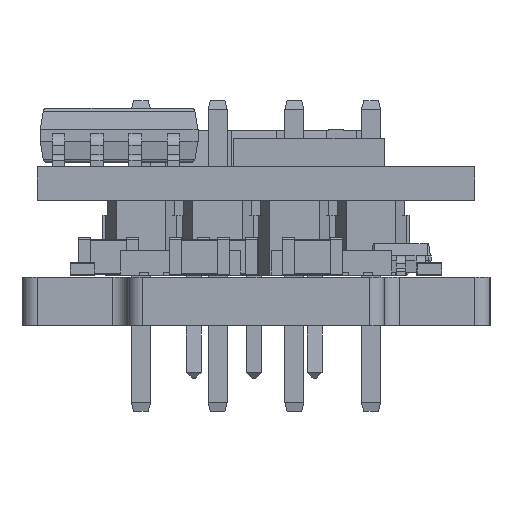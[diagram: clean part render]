
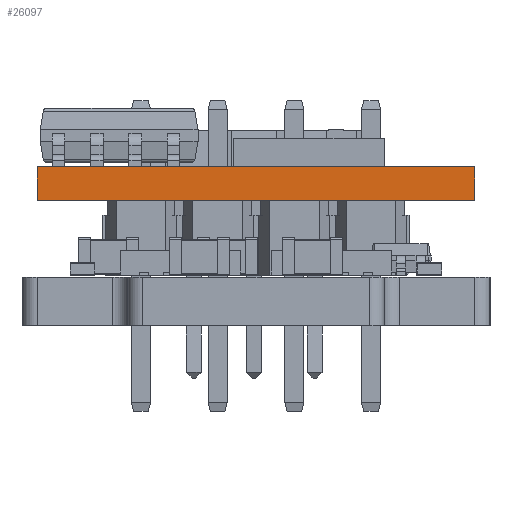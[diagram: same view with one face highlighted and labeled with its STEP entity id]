
A CAD part, left-side view. The second image highlights one B-rep face of the part: STEP entity #26097.
In plain terms, the highlighted face is planar.
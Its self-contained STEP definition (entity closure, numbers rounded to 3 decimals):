
#25849 = PLANE('',#25850);
#25850 = AXIS2_PLACEMENT_3D('',#25851,#25852,#25853);
#25851 = CARTESIAN_POINT('',(-1.9,-11.,2.5));
#25852 = DIRECTION('',(0.,0.,1.));
#25853 = DIRECTION('',(1.,0.,-0.));
#25906 = PLANE('',#25907);
#25907 = AXIS2_PLACEMENT_3D('',#25908,#25909,#25910);
#25908 = CARTESIAN_POINT('',(-1.9,-11.,3.6));
#25909 = DIRECTION('',(0.,0.,1.));
#25910 = DIRECTION('',(1.,0.,-0.));
#26002 = PLANE('',#26003);
#26003 = AXIS2_PLACEMENT_3D('',#26004,#26005,#26006);
#26004 = CARTESIAN_POINT('',(-1.9,-11.,2.5));
#26005 = DIRECTION('',(0.,-1.,0.));
#26006 = DIRECTION('',(1.,0.,0.));
#26027 = VERTEX_POINT('',#26028);
#26028 = CARTESIAN_POINT('',(23.1,-11.,2.5));
#26049 = EDGE_CURVE('',#26027,#26050,#26052,.T.);
#26050 = VERTEX_POINT('',#26051);
#26051 = CARTESIAN_POINT('',(23.1,-11.,3.6));
#26052 = SURFACE_CURVE('',#26053,(#26057,#26064),.PCURVE_S1.);
#26053 = LINE('',#26054,#26055);
#26054 = CARTESIAN_POINT('',(23.1,-11.,3.05));
#26055 = VECTOR('',#26056,1.);
#26056 = DIRECTION('',(0.,0.,1.));
#26057 = PCURVE('',#26002,#26058);
#26058 = DEFINITIONAL_REPRESENTATION('',(#26059),#26063);
#26059 = LINE('',#26060,#26061);
#26060 = CARTESIAN_POINT('',(25.,0.55));
#26061 = VECTOR('',#26062,1.);
#26062 = DIRECTION('',(0.,1.));
#26063 = ( GEOMETRIC_REPRESENTATION_CONTEXT(2) 
PARAMETRIC_REPRESENTATION_CONTEXT() REPRESENTATION_CONTEXT('2D SPACE',''
  ) );
#26064 = PCURVE('',#26065,#26070);
#26065 = PLANE('',#26066);
#26066 = AXIS2_PLACEMENT_3D('',#26067,#26068,#26069);
#26067 = CARTESIAN_POINT('',(23.1,-11.,2.5));
#26068 = DIRECTION('',(1.,0.,0.));
#26069 = DIRECTION('',(0.,1.,0.));
#26070 = DEFINITIONAL_REPRESENTATION('',(#26071),#26075);
#26071 = LINE('',#26072,#26073);
#26072 = CARTESIAN_POINT('',(0.,0.55));
#26073 = VECTOR('',#26074,1.);
#26074 = DIRECTION('',(0.,1.));
#26075 = ( GEOMETRIC_REPRESENTATION_CONTEXT(2) 
PARAMETRIC_REPRESENTATION_CONTEXT() REPRESENTATION_CONTEXT('2D SPACE',''
  ) );
#26097 = ADVANCED_FACE('',(#26098),#26065,.T.);
#26098 = FACE_BOUND('',#26099,.T.);
#26099 = EDGE_LOOP('',(#26100,#26101,#26124,#26152));
#26100 = ORIENTED_EDGE('',*,*,#26049,.F.);
#26101 = ORIENTED_EDGE('',*,*,#26102,.T.);
#26102 = EDGE_CURVE('',#26027,#26103,#26105,.T.);
#26103 = VERTEX_POINT('',#26104);
#26104 = CARTESIAN_POINT('',(23.1,3.5,2.5));
#26105 = SURFACE_CURVE('',#26106,(#26110,#26117),.PCURVE_S1.);
#26106 = LINE('',#26107,#26108);
#26107 = CARTESIAN_POINT('',(23.1,-3.75,2.5));
#26108 = VECTOR('',#26109,1.);
#26109 = DIRECTION('',(0.,1.,0.));
#26110 = PCURVE('',#26065,#26111);
#26111 = DEFINITIONAL_REPRESENTATION('',(#26112),#26116);
#26112 = LINE('',#26113,#26114);
#26113 = CARTESIAN_POINT('',(7.25,0.));
#26114 = VECTOR('',#26115,1.);
#26115 = DIRECTION('',(1.,0.));
#26116 = ( GEOMETRIC_REPRESENTATION_CONTEXT(2) 
PARAMETRIC_REPRESENTATION_CONTEXT() REPRESENTATION_CONTEXT('2D SPACE',''
  ) );
#26117 = PCURVE('',#25849,#26118);
#26118 = DEFINITIONAL_REPRESENTATION('',(#26119),#26123);
#26119 = LINE('',#26120,#26121);
#26120 = CARTESIAN_POINT('',(25.,7.25));
#26121 = VECTOR('',#26122,1.);
#26122 = DIRECTION('',(0.,1.));
#26123 = ( GEOMETRIC_REPRESENTATION_CONTEXT(2) 
PARAMETRIC_REPRESENTATION_CONTEXT() REPRESENTATION_CONTEXT('2D SPACE',''
  ) );
#26124 = ORIENTED_EDGE('',*,*,#26125,.T.);
#26125 = EDGE_CURVE('',#26103,#26126,#26128,.T.);
#26126 = VERTEX_POINT('',#26127);
#26127 = CARTESIAN_POINT('',(23.1,3.5,3.6));
#26128 = SURFACE_CURVE('',#26129,(#26133,#26140),.PCURVE_S1.);
#26129 = LINE('',#26130,#26131);
#26130 = CARTESIAN_POINT('',(23.1,3.5,3.05));
#26131 = VECTOR('',#26132,1.);
#26132 = DIRECTION('',(0.,0.,1.));
#26133 = PCURVE('',#26065,#26134);
#26134 = DEFINITIONAL_REPRESENTATION('',(#26135),#26139);
#26135 = LINE('',#26136,#26137);
#26136 = CARTESIAN_POINT('',(14.5,0.55));
#26137 = VECTOR('',#26138,1.);
#26138 = DIRECTION('',(0.,1.));
#26139 = ( GEOMETRIC_REPRESENTATION_CONTEXT(2) 
PARAMETRIC_REPRESENTATION_CONTEXT() REPRESENTATION_CONTEXT('2D SPACE',''
  ) );
#26140 = PCURVE('',#26141,#26146);
#26141 = PLANE('',#26142);
#26142 = AXIS2_PLACEMENT_3D('',#26143,#26144,#26145);
#26143 = CARTESIAN_POINT('',(23.1,3.5,2.5));
#26144 = DIRECTION('',(0.,1.,0.));
#26145 = DIRECTION('',(-1.,0.,0.));
#26146 = DEFINITIONAL_REPRESENTATION('',(#26147),#26151);
#26147 = LINE('',#26148,#26149);
#26148 = CARTESIAN_POINT('',(0.,0.55));
#26149 = VECTOR('',#26150,1.);
#26150 = DIRECTION('',(0.,1.));
#26151 = ( GEOMETRIC_REPRESENTATION_CONTEXT(2) 
PARAMETRIC_REPRESENTATION_CONTEXT() REPRESENTATION_CONTEXT('2D SPACE',''
  ) );
#26152 = ORIENTED_EDGE('',*,*,#26153,.F.);
#26153 = EDGE_CURVE('',#26050,#26126,#26154,.T.);
#26154 = SURFACE_CURVE('',#26155,(#26159,#26166),.PCURVE_S1.);
#26155 = LINE('',#26156,#26157);
#26156 = CARTESIAN_POINT('',(23.1,-3.75,3.6));
#26157 = VECTOR('',#26158,1.);
#26158 = DIRECTION('',(0.,1.,0.));
#26159 = PCURVE('',#26065,#26160);
#26160 = DEFINITIONAL_REPRESENTATION('',(#26161),#26165);
#26161 = LINE('',#26162,#26163);
#26162 = CARTESIAN_POINT('',(7.25,1.1));
#26163 = VECTOR('',#26164,1.);
#26164 = DIRECTION('',(1.,0.));
#26165 = ( GEOMETRIC_REPRESENTATION_CONTEXT(2) 
PARAMETRIC_REPRESENTATION_CONTEXT() REPRESENTATION_CONTEXT('2D SPACE',''
  ) );
#26166 = PCURVE('',#25906,#26167);
#26167 = DEFINITIONAL_REPRESENTATION('',(#26168),#26172);
#26168 = LINE('',#26169,#26170);
#26169 = CARTESIAN_POINT('',(25.,7.25));
#26170 = VECTOR('',#26171,1.);
#26171 = DIRECTION('',(0.,1.));
#26172 = ( GEOMETRIC_REPRESENTATION_CONTEXT(2) 
PARAMETRIC_REPRESENTATION_CONTEXT() REPRESENTATION_CONTEXT('2D SPACE',''
  ) );
